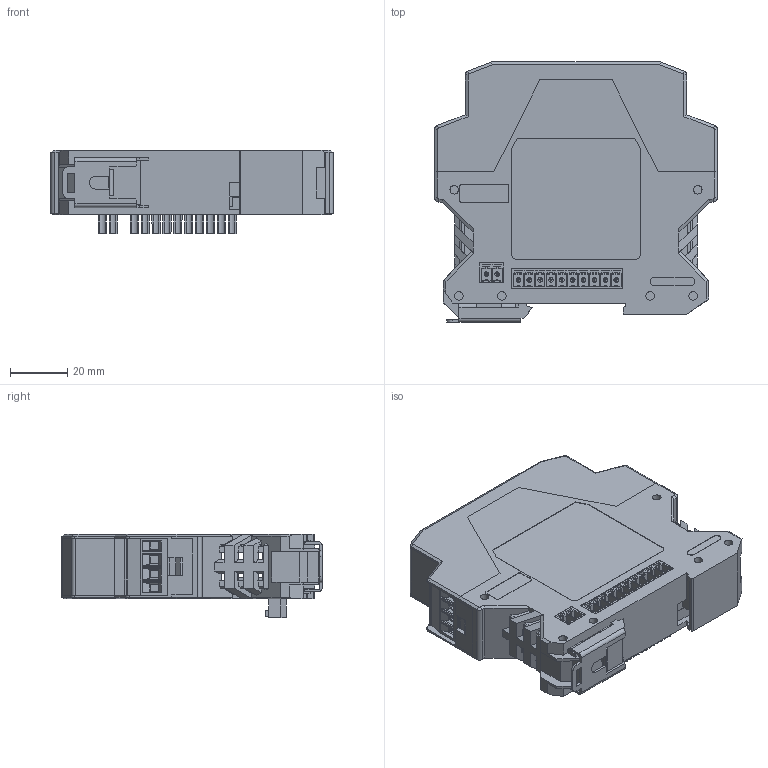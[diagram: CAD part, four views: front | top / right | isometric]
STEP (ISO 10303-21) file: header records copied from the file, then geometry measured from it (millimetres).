
FILE_DESCRIPTION(/* description */ ('Lucon Slave'),/* implementation_level */ '2;1');
FILE_NAME(/* name */ 'Lucon_2_Slave',/* time_stamp */ '2022-08-26T13:19:56+02:00',/* author */ (''),/* organization */ ('GEFASOFT Automatisierung und Software GmbH'),/* preprocessor_version */ 'ST-DEVELOPER v16.7',/* originating_system */ 'Solid Edge',/* authorisation */ 'Unknown');
FILE_SCHEMA (('AUTOMOTIVE_DESIGN {1 0 10303 214 3 1 1}'));
Products named in the file (9): Lucon_2_Slave; Platine; 2907774_KMGY; 2907787_KMGY; A6RV_161RF; Stecker; Gehäuseoberteil_Slave; Blindstopfen; Gehäuseunterteil
Assembly tree (10 placements, depth 2):
  Lucon_2_Slave
    Platine
    2907774_KMGY
    2907787_KMGY
    A6RV_161RF
    Stecker  x2
    Gehäuseoberteil_Slave
    Blindstopfen  x2
    Gehäuseunterteil
Bounding box: 99 x 91.15 x 29.1 mm (x, y, z)
Volume: 68931.7 mm3; surface area: 79622.5 mm2
Topology: 10 solids, 11 shells, 2972 faces, 8088 edges, 5297 vertices
Faces by surface type: plane 2454, cylinder 486, cone 32
Full cylindrical faces by diameter (mm): 0.3 x40, 0.889 x8, 0.9 x5, 1.016 x4, 1.3 x4, 1.4 x32, 1.6 x24, 2.8 x16, 3 x12, 3.2 x2, 3.796 x8, 4 x9, 4.2 x1, 5 x1
Entity records: 87491 total; most frequent: CARTESIAN_POINT 14786, ORIENTED_EDGE 14276, DIRECTION 13529, EDGE_CURVE 7138, LINE 6097, VECTOR 6097, VERTEX_POINT 4765, AXIS2_PLACEMENT_3D 3716
